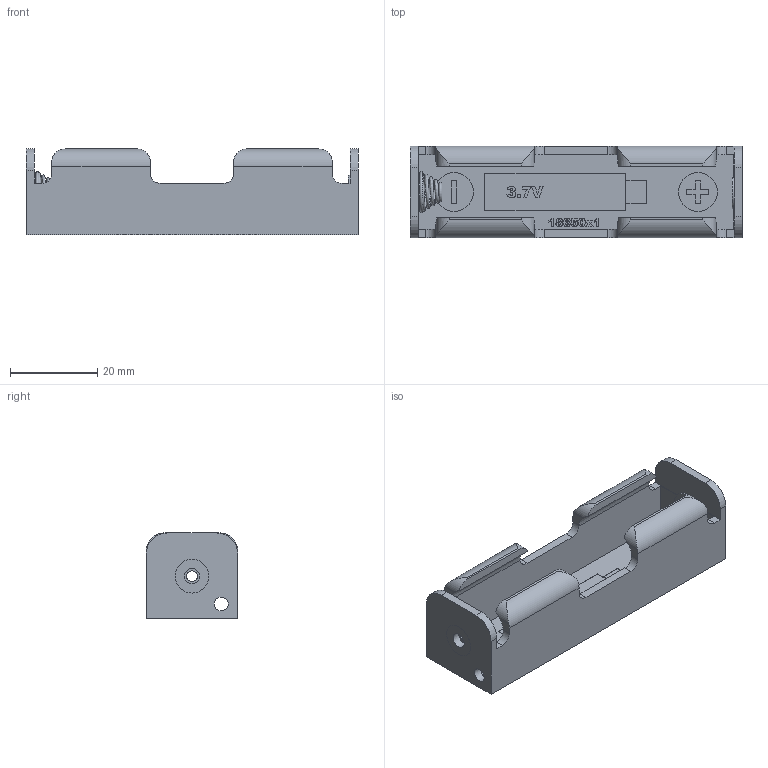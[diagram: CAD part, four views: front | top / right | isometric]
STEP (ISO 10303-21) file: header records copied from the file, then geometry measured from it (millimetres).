
FILE_DESCRIPTION(/* description */ ('Unknown'),/* implementation_level */ '2;1');
FILE_NAME(/* name */ '18650 1x Holder - Compressed',/* time_stamp */ '2018-10-29T19:32:38-04:00',/* author */ ('Unknown'),/* organization */ ('Unknown'),/* preprocessor_version */ 'ST-DEVELOPER v16.7',/* originating_system */ 'DEX',/* authorisation */ $);
FILE_SCHEMA (('AUTOMOTIVE_DESIGN {1 0 10303 214 3 1 1}'));
Length unit declared in the file: millimetre
Products named in the file (1): 18650 1x Holder - Compressed
Bounding box: 75.9 x 20.98 x 19.66 mm (x, y, z)
Volume: 8557.6 mm3; surface area: 10187.5 mm2
Topology: 2 solids, 22 shells, 373 faces, 927 edges, 620 vertices
Faces by surface type: plane 270, bspline 61, cylinder 40, torus 2
Full cylindrical faces by diameter (mm): 2.458 x2, 3.15 x2, 3.531 x2, 7.747 x3, 7.976 x1, 8.89 x2
Entity records: 16827 total; most frequent: CARTESIAN_POINT 6246, ORIENTED_EDGE 1778, DIRECTION 1259, EDGE_CURVE 889, VERTEX_POINT 607, LINE 479, VECTOR 479, EDGE_LOOP 442
